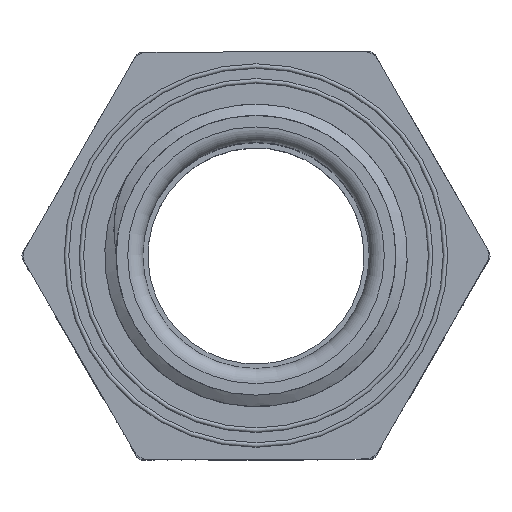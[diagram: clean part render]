
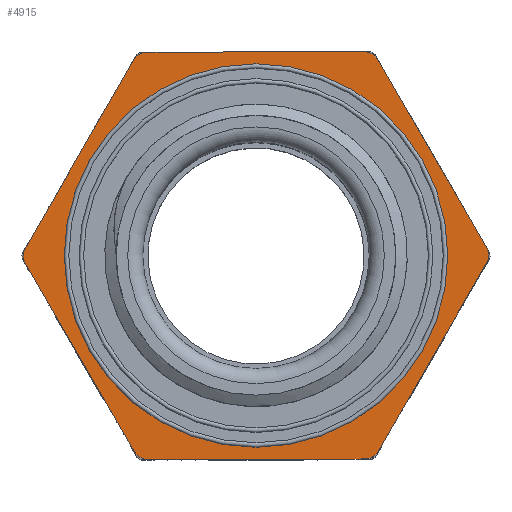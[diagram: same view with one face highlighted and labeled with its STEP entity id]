
A CAD part, top view. The second image highlights one B-rep face of the part: STEP entity #4915.
In plain terms, the highlighted planar face has unit normal (0, 0, 1).
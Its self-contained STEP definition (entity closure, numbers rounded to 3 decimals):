
#96=FACE_BOUND('',#891,.T.);
#216=CIRCLE('',#5323,1.);
#218=CIRCLE('',#5327,1.);
#219=CIRCLE('',#5328,1.);
#220=CIRCLE('',#5329,1.);
#221=CIRCLE('',#5330,1.);
#222=CIRCLE('',#5331,1.);
#223=CIRCLE('',#5332,12.67);
#359=PLANE('',#5326);
#609=FACE_OUTER_BOUND('',#890,.T.);
#890=EDGE_LOOP('',(#3908,#3909,#3910,#3911,#3912,#3913,#3914,#3915,#3916,
#3917,#3918,#3919));
#891=EDGE_LOOP('',(#3920));
#1226=LINE('',#9865,#1650);
#1229=LINE('',#9871,#1653);
#1230=LINE('',#9875,#1654);
#1231=LINE('',#9879,#1655);
#1232=LINE('',#9883,#1656);
#1233=LINE('',#9887,#1657);
#1650=VECTOR('',#6159,10.);
#1653=VECTOR('',#6164,10.);
#1654=VECTOR('',#6167,10.);
#1655=VECTOR('',#6170,10.);
#1656=VECTOR('',#6173,10.);
#1657=VECTOR('',#6176,10.);
#2255=VERTEX_POINT('',#9855);
#2256=VERTEX_POINT('',#9856);
#2259=VERTEX_POINT('',#9864);
#2261=VERTEX_POINT('',#9870);
#2262=VERTEX_POINT('',#9872);
#2263=VERTEX_POINT('',#9874);
#2264=VERTEX_POINT('',#9876);
#2265=VERTEX_POINT('',#9878);
#2266=VERTEX_POINT('',#9880);
#2267=VERTEX_POINT('',#9882);
#2268=VERTEX_POINT('',#9884);
#2269=VERTEX_POINT('',#9886);
#2270=VERTEX_POINT('',#9889);
#2857=EDGE_CURVE('',#2255,#2256,#216,.T.);
#2861=EDGE_CURVE('',#2259,#2256,#1226,.T.);
#2864=EDGE_CURVE('',#2255,#2261,#1229,.T.);
#2865=EDGE_CURVE('',#2262,#2261,#218,.T.);
#2866=EDGE_CURVE('',#2262,#2263,#1230,.T.);
#2867=EDGE_CURVE('',#2264,#2263,#219,.T.);
#2868=EDGE_CURVE('',#2264,#2265,#1231,.T.);
#2869=EDGE_CURVE('',#2266,#2265,#220,.T.);
#2870=EDGE_CURVE('',#2266,#2267,#1232,.T.);
#2871=EDGE_CURVE('',#2268,#2267,#221,.T.);
#2872=EDGE_CURVE('',#2268,#2269,#1233,.T.);
#2873=EDGE_CURVE('',#2259,#2269,#222,.T.);
#2874=EDGE_CURVE('',#2270,#2270,#223,.T.);
#3908=ORIENTED_EDGE('',*,*,#2857,.F.);
#3909=ORIENTED_EDGE('',*,*,#2864,.T.);
#3910=ORIENTED_EDGE('',*,*,#2865,.F.);
#3911=ORIENTED_EDGE('',*,*,#2866,.T.);
#3912=ORIENTED_EDGE('',*,*,#2867,.F.);
#3913=ORIENTED_EDGE('',*,*,#2868,.T.);
#3914=ORIENTED_EDGE('',*,*,#2869,.F.);
#3915=ORIENTED_EDGE('',*,*,#2870,.T.);
#3916=ORIENTED_EDGE('',*,*,#2871,.F.);
#3917=ORIENTED_EDGE('',*,*,#2872,.T.);
#3918=ORIENTED_EDGE('',*,*,#2873,.F.);
#3919=ORIENTED_EDGE('',*,*,#2861,.T.);
#3920=ORIENTED_EDGE('',*,*,#2874,.T.);
#4915=ADVANCED_FACE('',(#609,#96),#359,.T.);
#5323=AXIS2_PLACEMENT_3D('',#9857,#6151,#6152);
#5326=AXIS2_PLACEMENT_3D('',#9869,#6162,#6163);
#5327=AXIS2_PLACEMENT_3D('',#9873,#6165,#6166);
#5328=AXIS2_PLACEMENT_3D('',#9877,#6168,#6169);
#5329=AXIS2_PLACEMENT_3D('',#9881,#6171,#6172);
#5330=AXIS2_PLACEMENT_3D('',#9885,#6174,#6175);
#5331=AXIS2_PLACEMENT_3D('',#9888,#6177,#6178);
#5332=AXIS2_PLACEMENT_3D('',#9890,#6179,#6180);
#6151=DIRECTION('center_axis',(0.,0.,-1.));
#6152=DIRECTION('ref_axis',(-0.501,0.865,0.));
#6159=DIRECTION('',(-1.,-0.001,0.));
#6162=DIRECTION('center_axis',(0.,0.,1.));
#6163=DIRECTION('ref_axis',(1.,0.,0.));
#6164=DIRECTION('',(-0.499,-0.867,0.));
#6165=DIRECTION('center_axis',(0.,0.,-1.));
#6166=DIRECTION('ref_axis',(-1.,-0.001,0.));
#6167=DIRECTION('',(0.501,-0.865,0.));
#6168=DIRECTION('center_axis',(0.,0.,-1.));
#6169=DIRECTION('ref_axis',(-0.499,-0.867,0.));
#6170=DIRECTION('',(1.,0.001,0.));
#6171=DIRECTION('center_axis',(0.,0.,-1.));
#6172=DIRECTION('ref_axis',(0.501,-0.865,0.));
#6173=DIRECTION('',(0.499,0.867,0.));
#6174=DIRECTION('center_axis',(0.,0.,-1.));
#6175=DIRECTION('ref_axis',(1.,0.001,0.));
#6176=DIRECTION('',(-0.501,0.865,0.));
#6177=DIRECTION('center_axis',(0.,0.,-1.));
#6178=DIRECTION('ref_axis',(0.499,0.867,0.));
#6179=DIRECTION('center_axis',(0.,0.,-1.));
#6180=DIRECTION('ref_axis',(-1.,0.,0.));
#9855=CARTESIAN_POINT('',(-8.069,12.941,17.27));
#9856=CARTESIAN_POINT('',(-7.203,13.442,17.27));
#9857=CARTESIAN_POINT('Origin',(-7.202,12.442,17.27));
#9864=CARTESIAN_POINT('',(7.173,13.458,17.27));
#9865=CARTESIAN_POINT('',(-7.78,13.441,17.27));
#9869=CARTESIAN_POINT('Origin',(0.,0.,
17.27));
#9870=CARTESIAN_POINT('',(-15.243,0.483,17.27));
#9871=CARTESIAN_POINT('',(-15.531,-0.017,17.27));
#9872=CARTESIAN_POINT('',(-15.241,-0.517,17.27));
#9873=CARTESIAN_POINT('Origin',(-14.376,-0.016,17.27));
#9874=CARTESIAN_POINT('',(-8.039,-12.959,17.27));
#9875=CARTESIAN_POINT('',(-7.75,-13.459,17.27));
#9876=CARTESIAN_POINT('',(-7.173,-13.458,17.27));
#9877=CARTESIAN_POINT('Origin',(-7.174,-12.458,17.27));
#9878=CARTESIAN_POINT('',(7.203,-13.442,17.27));
#9879=CARTESIAN_POINT('',(7.78,-13.441,17.27));
#9880=CARTESIAN_POINT('',(8.069,-12.941,17.27));
#9881=CARTESIAN_POINT('Origin',(7.202,-12.442,17.27));
#9882=CARTESIAN_POINT('',(15.243,-0.483,17.27));
#9883=CARTESIAN_POINT('',(15.531,0.017,17.27));
#9884=CARTESIAN_POINT('',(15.241,0.517,17.27));
#9885=CARTESIAN_POINT('Origin',(14.376,0.016,17.27));
#9886=CARTESIAN_POINT('',(8.039,12.959,17.27));
#9887=CARTESIAN_POINT('',(7.75,13.459,17.27));
#9888=CARTESIAN_POINT('Origin',(7.174,12.458,17.27));
#9889=CARTESIAN_POINT('',(12.67,0.,17.27));
#9890=CARTESIAN_POINT('Origin',(0.,0.,17.27));
